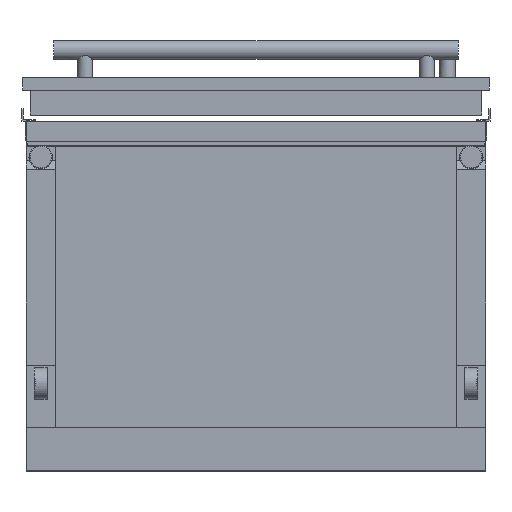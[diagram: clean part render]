
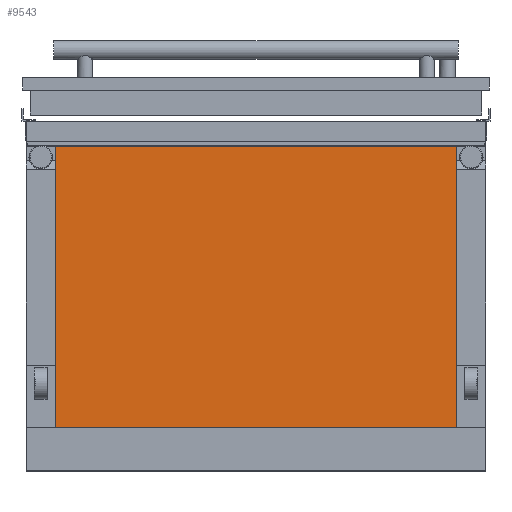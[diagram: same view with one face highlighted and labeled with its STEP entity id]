
A CAD part, front view. The second image highlights one B-rep face of the part: STEP entity #9543.
In plain terms, the highlighted planar face has unit normal (0, -1, 0).
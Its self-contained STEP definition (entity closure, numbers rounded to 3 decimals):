
#329 = PLANE ( 'NONE',  #4006 ) ;
#643 = ORIENTED_EDGE ( 'NONE', *, *, #4806, .T. ) ;
#1002 = VERTEX_POINT ( 'NONE', #1935 ) ;
#1370 = VERTEX_POINT ( 'NONE', #10391 ) ;
#1681 = CARTESIAN_POINT ( 'NONE',  ( 368., -990.85, -210.4 ) ) ;
#1935 = CARTESIAN_POINT ( 'NONE',  ( -321., -990.85, 240. ) ) ;
#1949 = VECTOR ( 'NONE', #6936, 1000. ) ;
#2635 = DIRECTION ( 'NONE',  ( 1., 0., 0. ) ) ;
#2783 = LINE ( 'NONE', #6628, #7345 ) ;
#3271 = DIRECTION ( 'NONE',  ( 0., 0., 1. ) ) ;
#3498 = VECTOR ( 'NONE', #2635, 1000. ) ;
#4006 = AXIS2_PLACEMENT_3D ( 'NONE', #6070, #11678, #6101 ) ;
#4744 = VERTEX_POINT ( 'NONE', #6844 ) ;
#4806 = EDGE_CURVE ( 'NONE', #1370, #7730, #4829, .T. ) ;
#4829 = LINE ( 'NONE', #1681, #3498 ) ;
#5059 = FACE_OUTER_BOUND ( 'NONE', #7986, .T. ) ;
#5069 = ORIENTED_EDGE ( 'NONE', *, *, #11953, .T. ) ;
#6070 = CARTESIAN_POINT ( 'NONE',  ( 321., -990.85, -280. ) ) ;
#6101 = DIRECTION ( 'NONE',  ( 0., 0., 1. ) ) ;
#6207 = CARTESIAN_POINT ( 'NONE',  ( 321., -990.85, -210.4 ) ) ;
#6213 = VECTOR ( 'NONE', #3271, 1000. ) ;
#6352 = ORIENTED_EDGE ( 'NONE', *, *, #9990, .F. ) ;
#6508 = DIRECTION ( 'NONE',  ( 0., 0., 1. ) ) ;
#6628 = CARTESIAN_POINT ( 'NONE',  ( 321., -990.85, -280. ) ) ;
#6811 = CARTESIAN_POINT ( 'NONE',  ( -321., -990.85, -280. ) ) ;
#6844 = CARTESIAN_POINT ( 'NONE',  ( 321., -990.85, 240. ) ) ;
#6936 = DIRECTION ( 'NONE',  ( 1., 0., 0. ) ) ;
#7345 = VECTOR ( 'NONE', #6508, 1000. ) ;
#7730 = VERTEX_POINT ( 'NONE', #6207 ) ;
#7986 = EDGE_LOOP ( 'NONE', ( #9086, #643, #5069, #6352 ) ) ;
#8571 = LINE ( 'NONE', #6811, #6213 ) ;
#9086 = ORIENTED_EDGE ( 'NONE', *, *, #9931, .F. ) ;
#9543 = ADVANCED_FACE ( 'NONE', ( #5059 ), #329, .F. ) ;
#9931 = EDGE_CURVE ( 'NONE', #1370, #1002, #8571, .T. ) ;
#9990 = EDGE_CURVE ( 'NONE', #1002, #4744, #10621, .T. ) ;
#10391 = CARTESIAN_POINT ( 'NONE',  ( -321., -990.85, -210.4 ) ) ;
#10621 = LINE ( 'NONE', #11677, #1949 ) ;
#11677 = CARTESIAN_POINT ( 'NONE',  ( 321., -990.85, 240. ) ) ;
#11678 = DIRECTION ( 'NONE',  ( 0., 1., 0. ) ) ;
#11953 = EDGE_CURVE ( 'NONE', #7730, #4744, #2783, .T. ) ;
